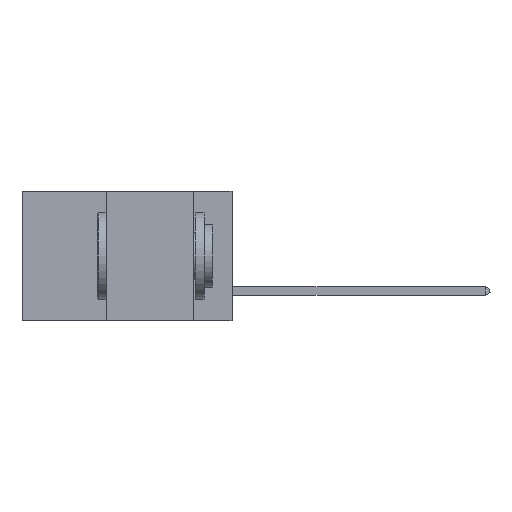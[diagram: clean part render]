
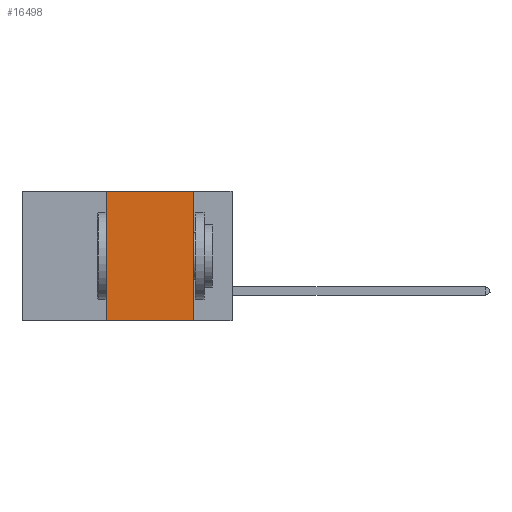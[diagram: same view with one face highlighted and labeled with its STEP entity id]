
A CAD part, left-side view. The second image highlights one B-rep face of the part: STEP entity #16498.
In plain terms, the highlighted planar face has unit normal (-1, 0, 0).
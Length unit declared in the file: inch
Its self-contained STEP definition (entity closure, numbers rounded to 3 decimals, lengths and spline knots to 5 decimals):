
#616 = VERTEX_POINT ( 'NONE', #2767 ) ;
#1444 = VERTEX_POINT ( 'NONE', #15291 ) ;
#2767 = CARTESIAN_POINT ( 'NONE',  ( 0., 0.36, 0. ) ) ;
#2797 = PLANE ( 'NONE',  #8302 ) ;
#2927 = EDGE_CURVE ( 'NONE', #8035, #1444, #3631, .T. ) ;
#3543 = ORIENTED_EDGE ( 'NONE', *, *, #6541, .F. ) ;
#3631 = LINE ( 'NONE', #9377, #3822 ) ;
#3822 = VECTOR ( 'NONE', #10852, 39.37008 ) ;
#4213 = DIRECTION ( 'NONE',  ( 1., 0., 0. ) ) ;
#4406 = VERTEX_POINT ( 'NONE', #11950 ) ;
#5516 = VECTOR ( 'NONE', #16880, 39.37008 ) ;
#6541 = EDGE_CURVE ( 'NONE', #616, #8035, #10434, .T. ) ;
#7402 = LINE ( 'NONE', #13690, #8842 ) ;
#7791 = EDGE_CURVE ( 'NONE', #4406, #1444, #7402, .T. ) ;
#7804 = FACE_OUTER_BOUND ( 'NONE', #8420, .T. ) ;
#7984 = DIRECTION ( 'NONE',  ( 0., 0., 1. ) ) ;
#8035 = VERTEX_POINT ( 'NONE', #10029 ) ;
#8063 = DIRECTION ( 'NONE',  ( 0., 0., -1. ) ) ;
#8302 = AXIS2_PLACEMENT_3D ( 'NONE', #14579, #4213, #8063 ) ;
#8420 = EDGE_LOOP ( 'NONE', ( #15515, #3543, #9453, #12047 ) ) ;
#8682 = LINE ( 'NONE', #13947, #11512 ) ;
#8842 = VECTOR ( 'NONE', #13573, 39.37008 ) ;
#9377 = CARTESIAN_POINT ( 'NONE',  ( 0., 0.11, 0. ) ) ;
#9453 = ORIENTED_EDGE ( 'NONE', *, *, #13010, .F. ) ;
#10029 = CARTESIAN_POINT ( 'NONE',  ( 0., 0.11, 0. ) ) ;
#10434 = LINE ( 'NONE', #16771, #5516 ) ;
#10852 = DIRECTION ( 'NONE',  ( 0., 0., -1. ) ) ;
#11512 = VECTOR ( 'NONE', #7984, 39.37008 ) ;
#11950 = CARTESIAN_POINT ( 'NONE',  ( 0., 0.36, -0.37 ) ) ;
#12047 = ORIENTED_EDGE ( 'NONE', *, *, #7791, .T. ) ;
#13010 = EDGE_CURVE ( 'NONE', #4406, #616, #8682, .T. ) ;
#13573 = DIRECTION ( 'NONE',  ( 0., -1., 0. ) ) ;
#13690 = CARTESIAN_POINT ( 'NONE',  ( 0., 0.6, -0.37 ) ) ;
#13947 = CARTESIAN_POINT ( 'NONE',  ( 0., 0.36, 0. ) ) ;
#14579 = CARTESIAN_POINT ( 'NONE',  ( 0., 0.6, 0. ) ) ;
#15291 = CARTESIAN_POINT ( 'NONE',  ( 0., 0.11, -0.37 ) ) ;
#15515 = ORIENTED_EDGE ( 'NONE', *, *, #2927, .F. ) ;
#16498 = ADVANCED_FACE ( 'NONE', ( #7804 ), #2797, .F. ) ;
#16771 = CARTESIAN_POINT ( 'NONE',  ( 0., 0.6, 0. ) ) ;
#16880 = DIRECTION ( 'NONE',  ( 0., -1., 0. ) ) ;
